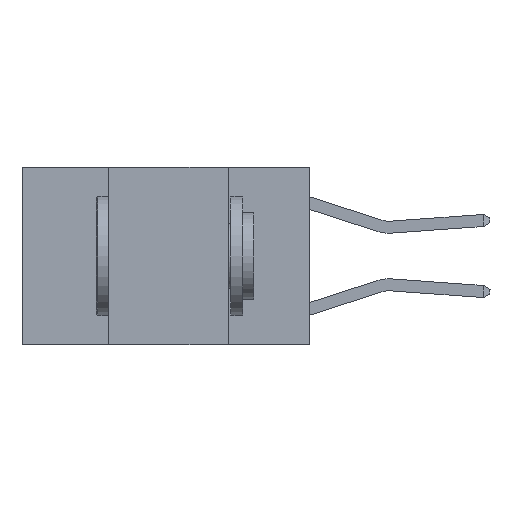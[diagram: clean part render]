
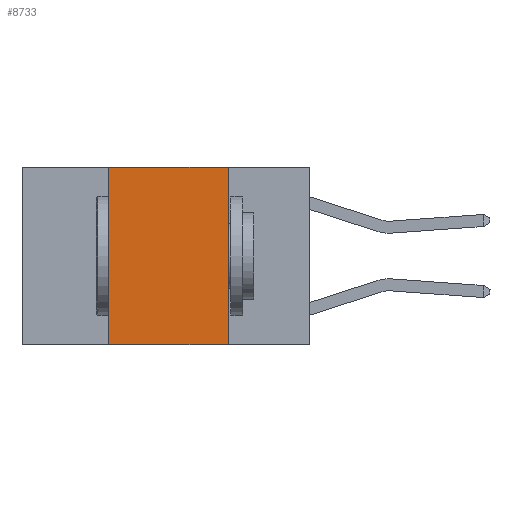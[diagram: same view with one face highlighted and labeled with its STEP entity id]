
A CAD part, left-side view. The second image highlights one B-rep face of the part: STEP entity #8733.
In plain terms, the highlighted planar face has unit normal (-1, 0, 0).
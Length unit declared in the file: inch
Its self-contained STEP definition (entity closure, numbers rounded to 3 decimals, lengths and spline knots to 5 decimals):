
#97 = DIRECTION ( 'NONE',  ( 0., -1., 0. ) ) ;
#470 = ORIENTED_EDGE ( 'NONE', *, *, #5132, .F. ) ;
#556 = EDGE_CURVE ( 'NONE', #16823, #10001, #18843, .T. ) ;
#1018 = DIRECTION ( 'NONE',  ( 1., 0., 0. ) ) ;
#2872 = VECTOR ( 'NONE', #20948, 39.37008 ) ;
#3009 = CARTESIAN_POINT ( 'NONE',  ( 0., 0.17, 0. ) ) ;
#5005 = EDGE_CURVE ( 'NONE', #6903, #13183, #18686, .T. ) ;
#5015 = ORIENTED_EDGE ( 'NONE', *, *, #556, .T. ) ;
#5132 = EDGE_CURVE ( 'NONE', #16823, #6903, #6872, .T. ) ;
#5625 = CARTESIAN_POINT ( 'NONE',  ( 0., 0.42, -0.37 ) ) ;
#5629 = DIRECTION ( 'NONE',  ( 0., 0., -1. ) ) ;
#6872 = LINE ( 'NONE', #9035, #2872 ) ;
#6903 = VERTEX_POINT ( 'NONE', #20085 ) ;
#7081 = EDGE_LOOP ( 'NONE', ( #8499, #13106, #470, #5015 ) ) ;
#8499 = ORIENTED_EDGE ( 'NONE', *, *, #9754, .F. ) ;
#8733 = ADVANCED_FACE ( 'NONE', ( #16893 ), #14687, .F. ) ;
#9035 = CARTESIAN_POINT ( 'NONE',  ( 0., 0.42, 0. ) ) ;
#9576 = CARTESIAN_POINT ( 'NONE',  ( 0., 0.6, 0. ) ) ;
#9754 = EDGE_CURVE ( 'NONE', #13183, #10001, #19212, .T. ) ;
#10001 = VERTEX_POINT ( 'NONE', #18142 ) ;
#10140 = VECTOR ( 'NONE', #5629, 39.37008 ) ;
#10177 = AXIS2_PLACEMENT_3D ( 'NONE', #9576, #1018, #13035 ) ;
#10403 = CARTESIAN_POINT ( 'NONE',  ( 0., 0.6, 0. ) ) ;
#10691 = VECTOR ( 'NONE', #97, 39.37008 ) ;
#13035 = DIRECTION ( 'NONE',  ( 0., 0., -1. ) ) ;
#13106 = ORIENTED_EDGE ( 'NONE', *, *, #5005, .F. ) ;
#13122 = DIRECTION ( 'NONE',  ( 0., -1., 0. ) ) ;
#13183 = VERTEX_POINT ( 'NONE', #3009 ) ;
#13651 = CARTESIAN_POINT ( 'NONE',  ( 0., 0.6, -0.37 ) ) ;
#14151 = CARTESIAN_POINT ( 'NONE',  ( 0., 0.17, 0. ) ) ;
#14687 = PLANE ( 'NONE',  #10177 ) ;
#16823 = VERTEX_POINT ( 'NONE', #5625 ) ;
#16893 = FACE_OUTER_BOUND ( 'NONE', #7081, .T. ) ;
#18142 = CARTESIAN_POINT ( 'NONE',  ( 0., 0.17, -0.37 ) ) ;
#18686 = LINE ( 'NONE', #10403, #10691 ) ;
#18843 = LINE ( 'NONE', #13651, #19375 ) ;
#19212 = LINE ( 'NONE', #14151, #10140 ) ;
#19375 = VECTOR ( 'NONE', #13122, 39.37008 ) ;
#20085 = CARTESIAN_POINT ( 'NONE',  ( 0., 0.42, 0. ) ) ;
#20948 = DIRECTION ( 'NONE',  ( 0., 0., 1. ) ) ;
